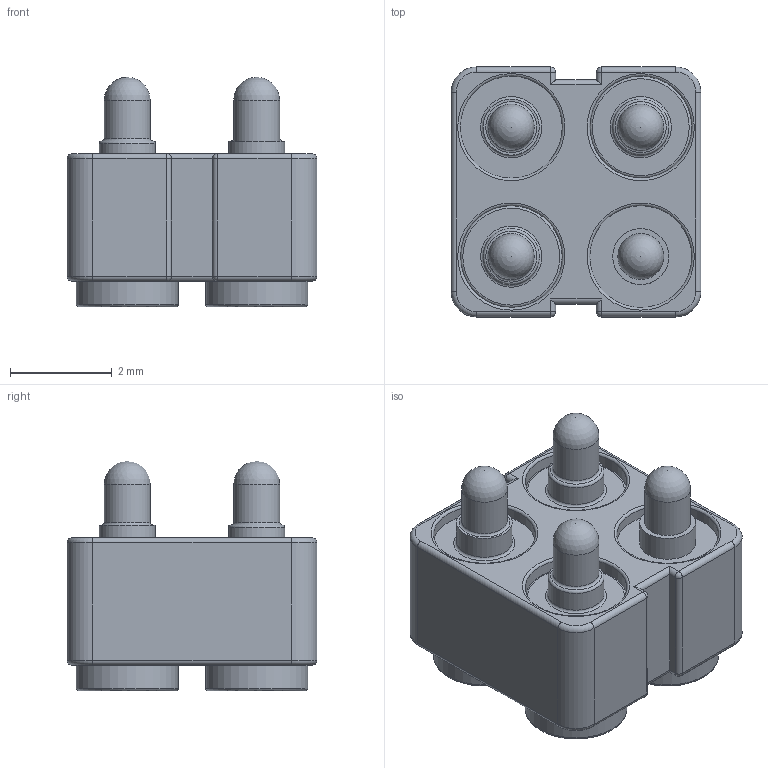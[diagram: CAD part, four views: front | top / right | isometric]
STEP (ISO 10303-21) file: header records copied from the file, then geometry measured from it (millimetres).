
FILE_DESCRIPTION(/* description */ (''),/* implementation_level */ '2;1');
FILE_NAME(/* name */ 'Pogo Pin 2x2 Male v2.step',/* time_stamp */ '2022-03-23T17:18:14+01:00',/* author */ (''),/* organization */ (''),/* preprocessor_version */ 'ST-DEVELOPER v18.1',/* originating_system */ 'Autodesk Translation Framework v10.13.0.1454',/* authorisation */ '');
FILE_SCHEMA (('AUTOMOTIVE_DESIGN { 1 0 10303 214 3 1 1 }'));
Length unit declared in the file: millimetre
Products named in the file (1): Pogo Pin 2x2 Male
Bounding box: 4.9 x 4.9 x 4.5 mm (x, y, z)
Volume: 66.2 mm3; surface area: 242.6 mm2
Topology: 5 solids, 5 shells, 110 faces, 234 edges, 136 vertices
Faces by surface type: cylinder 48, torus 26, plane 24, sphere 12
Full cylindrical faces by diameter (mm): 0.9 x4, 1.1 x4, 2 x8
Entity records: 3003 total; most frequent: DIRECTION 598, CARTESIAN_POINT 477, ORIENTED_EDGE 460, AXIS2_PLACEMENT_3D 257, EDGE_CURVE 230, CIRCLE 138, VERTEX_POINT 136, EDGE_LOOP 124
